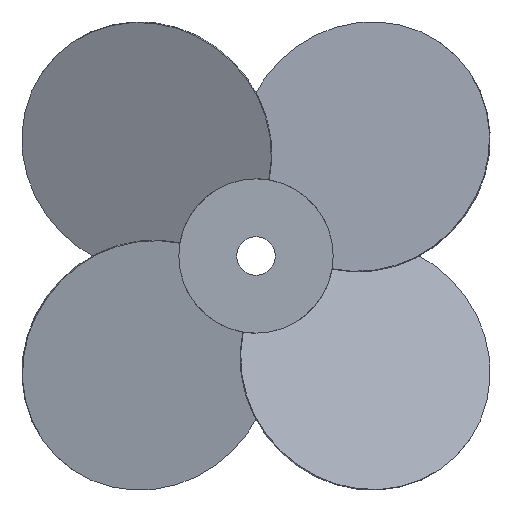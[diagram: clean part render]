
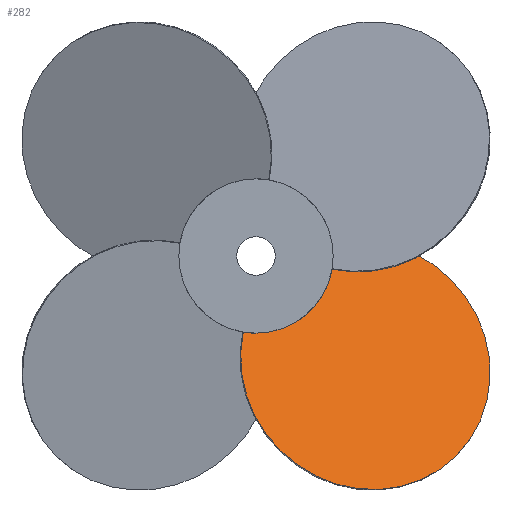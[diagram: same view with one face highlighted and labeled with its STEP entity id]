
A CAD part, left-side view. The second image highlights one B-rep face of the part: STEP entity #282.
In plain terms, the highlighted planar face has unit normal (-0.94, -0.242, 0.242).
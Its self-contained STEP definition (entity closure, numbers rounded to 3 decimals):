
#127=CARTESIAN_POINT('POINT13',(446.572,
   81.571,185.315));
#128=VERTEX_POINT('VERTEX13',#127);
#137=CARTESIAN_POINT('POINT15',(403.135,
   165.958,100.929));
#138=VERTEX_POINT('VERTEX15',#137);
#139=CARTESIAN_POINT('POS17',(424.853,
   123.765,143.122));
#140=DIRECTION('DIR26',(0.94,0.242,
   -0.242));
#141=DIRECTION('DIR27',(0.342,-0.664,
   0.664));
#142=AXIS2_PLACEMENT_3D('AXIS10',#139,#140,#141);
#143=CIRCLE('ELLIPSE7',#142,63.5);
#144=EDGE_CURVE('EDGE14',#138,#128,#143,.F.);
#170=CARTESIAN_POINT('POINT17',(413.479,
   184.113,159.277));
#171=VERTEX_POINT('VERTEX17',#170);
#172=EDGE_CURVE('EDGE17',#171,#138,#143,.F.);
#253=CARTESIAN_POINT('POINT25',(414.969,177.8,
   158.75));
#254=VERTEX_POINT('VERTEX25',#253);
#255=CARTESIAN_POINT('POS21',(424.774,177.8,
   196.85));
#256=DIRECTION('DIR33',(-0.94,-0.242,
   0.242));
#257=DIRECTION('DIR34',(-0.342,0.664,
   -0.664));
#258=AXIS2_PLACEMENT_3D('AXIS13',#255,#256,#257);
#259=ELLIPSE('ELLIPSE9',#258,40.545,38.1);
#260=EDGE_CURVE('EDGE29',#254,#171,#259,.F.);
#261=ORIENTED_EDGE('COEDGE33',*,*,#260,.T.);
#262=ORIENTED_EDGE('COEDGE34',*,*,#172,.T.);
#263=ORIENTED_EDGE('COEDGE35',*,*,#144,.T.);
#264=CARTESIAN_POINT('POINT26',(436.119,
   140.267,203.397));
#265=VERTEX_POINT('VERTEX26',#264);
#266=EDGE_CURVE('EDGE30',#128,#265,#143,.F.);
#267=ORIENTED_EDGE('COEDGE36',*,*,#266,.T.);
#268=CARTESIAN_POINT('POS22',(424.774,177.8,
   196.85));
#269=DIRECTION('DIR35',(-0.94,-0.242,
   0.242));
#270=DIRECTION('DIR36',(-0.342,0.664,
   -0.664));
#271=AXIS2_PLACEMENT_3D('AXIS14',#268,#269,#270);
#272=ELLIPSE('ELLIPSE10',#271,40.545,38.1);
#273=EDGE_CURVE('EDGE31',#265,#254,#272,.F.);
#274=ORIENTED_EDGE('COEDGE37',*,*,#273,.T.);
#275=EDGE_LOOP('NONE',(#261,#262,#263,#267,#274));
#276=FACE_BOUND('LOOP1',#275,.T.);
#277=CARTESIAN_POINT('POS23',(424.853,
   177.646,197.004));
#278=DIRECTION('DIR37',(0.94,0.242,
   -0.242));
#279=DIRECTION('DIR38',(0.342,-0.664,
   0.664));
#280=AXIS2_PLACEMENT_3D('AXIS15',#277,#278,#279);
#281=PLANE('PLANE1',#280);
#282=ADVANCED_FACE('FACE9',(#276),#281,.F.);
